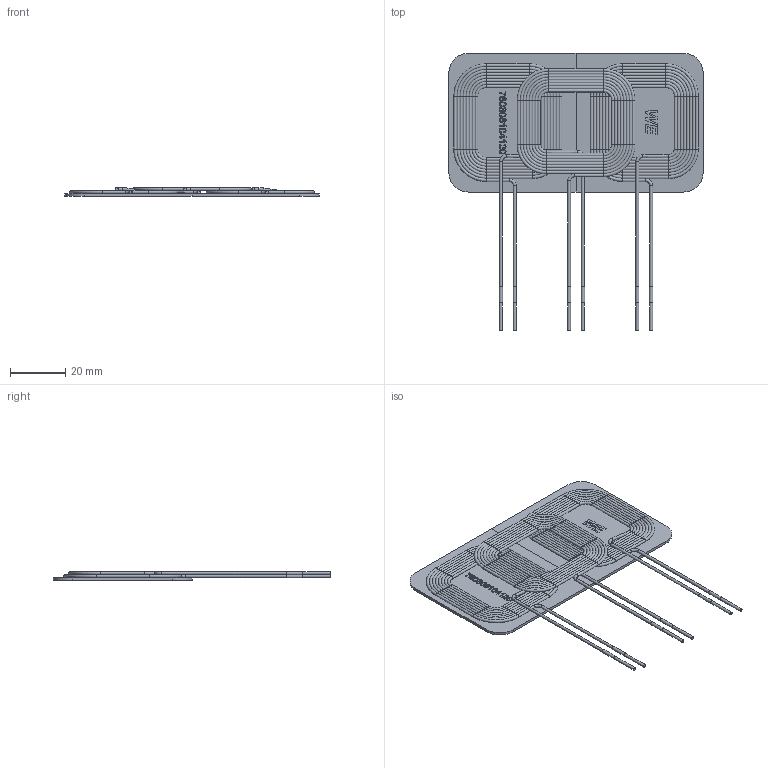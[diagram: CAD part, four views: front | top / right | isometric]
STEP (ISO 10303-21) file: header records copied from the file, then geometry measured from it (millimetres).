
FILE_DESCRIPTION(/* description */ ('Unknown'),/* implementation_level */ '2;1');
FILE_NAME(/* name */ 'L_Wurth_WE-WPCC-ARRAY_760308104120',/* time_stamp */ '2025-04-22T10:19:22+08:00',/* author */ ('Unknown'),/* organization */ ('Unknown'),/* preprocessor_version */ 'ST-DEVELOPER v19.4',/* originating_system */ 'Solid Edge',/* authorisation */ 'Unknown');
FILE_SCHEMA (('AUTOMOTIVE_DESIGN {1 0 10303 214 3 1 1}'));
Length unit declared in the file: millimetre
Products named in the file (2): L_Wurth_WE-WPCC-ARRAY_760308104120
Assembly tree (1 placements, depth 2):
  L_Wurth_WE-WPCC-ARRAY_760308104120
    L_Wurth_WE-WPCC-ARRAY_760308104120
Bounding box: 91.7 x 100 x 3.21 mm (x, y, z)
Volume: 7266.7 mm3; surface area: 19821 mm2
Topology: 5 solids, 5 shells, 364 faces, 769 edges, 449 vertices
Faces by surface type: cylinder 119, plane 114, torus 102, bspline 29
Full cylindrical faces by diameter (mm): 1.05 x108, 1.21 x6
Entity records: 12588 total; most frequent: CARTESIAN_POINT 3531, DIRECTION 1262, ORIENTED_EDGE 1048, EDGE_LOOP 628, FACE_BOUND 628, AXIS2_PLACEMENT_3D 579, EDGE_CURVE 524, VERTEX_POINT 434
